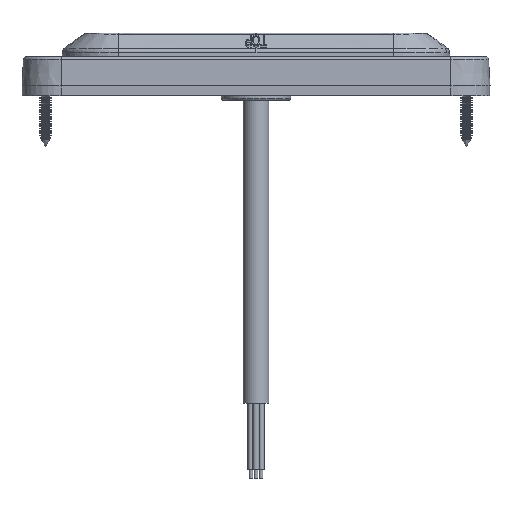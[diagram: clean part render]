
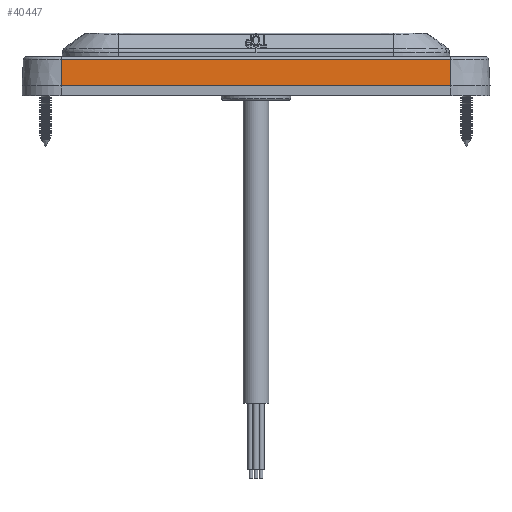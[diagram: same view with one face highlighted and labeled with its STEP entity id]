
A CAD part, front view. The second image highlights one B-rep face of the part: STEP entity #40447.
In plain terms, the highlighted planar face has unit normal (0, -0.999, 0.052).
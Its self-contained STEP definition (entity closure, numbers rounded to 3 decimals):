
#377=DIRECTION('',(0.,-0.052,-0.999));
#378=VECTOR('',#377,6.751);
#379=CARTESIAN_POINT('',(-50.,-15.704,3.542));
#380=LINE('',#379,#378);
#391=DIRECTION('',(-1.,0.,0.));
#392=VECTOR('',#391,100.);
#393=CARTESIAN_POINT('',(50.,-16.058,-3.2));
#394=LINE('',#393,#392);
#405=DIRECTION('',(0.,0.052,0.999));
#406=VECTOR('',#405,6.751);
#407=CARTESIAN_POINT('',(50.,-16.058,-3.2));
#408=LINE('',#407,#406);
#443=DIRECTION('',(-1.,0.,0.));
#444=VECTOR('',#443,100.);
#445=CARTESIAN_POINT('',(50.,-15.704,3.542));
#446=LINE('',#445,#444);
#36364=CARTESIAN_POINT('',(-50.,-16.058,-3.2));
#36365=VERTEX_POINT('',#36364);
#36366=CARTESIAN_POINT('',(50.,-16.058,-3.2));
#36367=VERTEX_POINT('',#36366);
#36472=CARTESIAN_POINT('',(-50.,-15.704,3.542));
#36473=VERTEX_POINT('',#36472);
#36474=CARTESIAN_POINT('',(50.,-15.704,3.542));
#36475=VERTEX_POINT('',#36474);
#40434=CARTESIAN_POINT('',(-62.639,-16.,-2.1));
#40435=DIRECTION('',(0.,-0.999,0.052));
#40436=DIRECTION('',(0.,-0.052,-0.999));
#40437=AXIS2_PLACEMENT_3D('',#40434,#40435,#40436);
#40438=PLANE('',#40437);
#40440=ORIENTED_EDGE('',*,*,#40439,.F.);
#40441=ORIENTED_EDGE('',*,*,#40233,.T.);
#40442=ORIENTED_EDGE('',*,*,#40425,.F.);
#40444=ORIENTED_EDGE('',*,*,#40443,.F.);
#40445=EDGE_LOOP('',(#40440,#40441,#40442,#40444));
#40446=FACE_OUTER_BOUND('',#40445,.F.);
#40447=ADVANCED_FACE('',(#40446),#40438,.T.);
#40233=EDGE_CURVE('',#36367,#36365,#394,.T.);
#40425=EDGE_CURVE('',#36473,#36365,#380,.T.);
#40439=EDGE_CURVE('',#36367,#36475,#408,.T.);
#40443=EDGE_CURVE('',#36475,#36473,#446,.T.);
